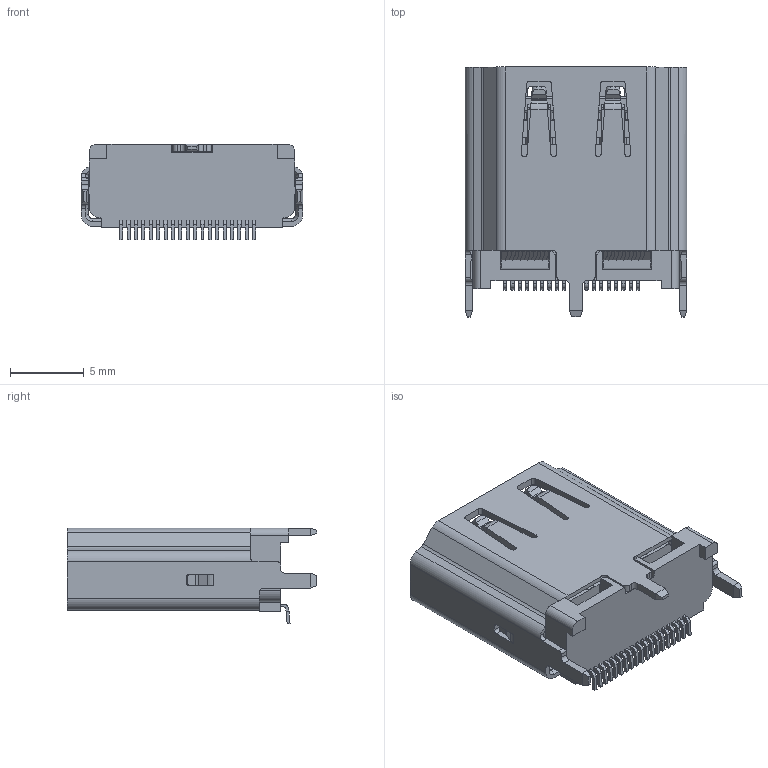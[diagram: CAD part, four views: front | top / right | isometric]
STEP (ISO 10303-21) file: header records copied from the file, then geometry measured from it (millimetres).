
FILE_DESCRIPTION (( 'STEP AP214' ), '1' );
FILE_NAME ('694F119G171-011.STEP', '2021-01-13T18:33:58', ( '' ), ( '' ), 'SwSTEP 2.0', 'SolidWorks 2020', '' );
FILE_SCHEMA (( 'AUTOMOTIVE_DESIGN' ));
Length unit declared in the file: millimetre
Products named in the file (4): Contacts 694F119XX71-011; Insulator 694F119XX71-011; Shell 694F119XX71-011_Gold; 694F119G171-011
Assembly tree (3 placements, depth 2):
  694F119G171-011
    Insulator 694F119XX71-011
    Contacts 694F119XX71-011
    Shell 694F119XX71-011_Gold
Bounding box: 15 x 16.9 x 6.47 mm (x, y, z)
Volume: 555.9 mm3; surface area: 2337.3 mm2
Topology: 21 solids, 21 shells, 3937 faces, 11546 edges, 7429 vertices
Faces by surface type: plane 2871, cylinder 984, bspline 46, cone 26, sphere 6, torus 4
Entity records: 132446 total; most frequent: CARTESIAN_POINT 30090, ORIENTED_EDGE 23088, DIRECTION 18826, EDGE_CURVE 11544, LINE 8216, VECTOR 8216, VERTEX_POINT 7429, AXIS2_PLACEMENT_3D 5305
